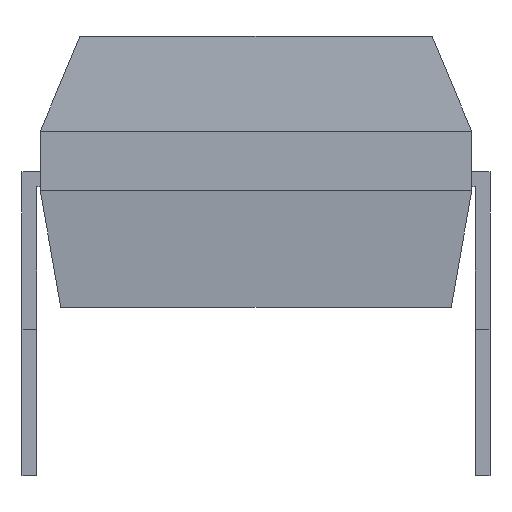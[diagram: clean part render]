
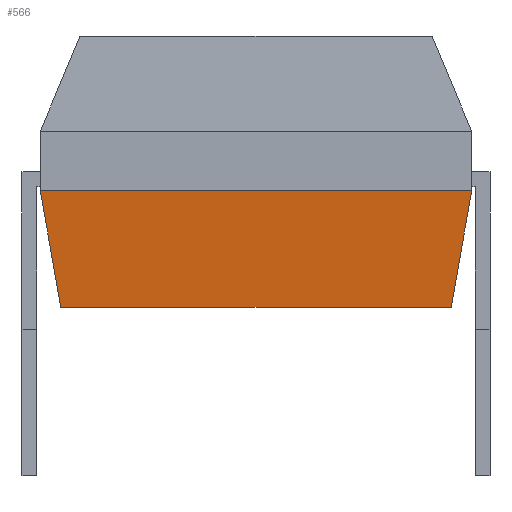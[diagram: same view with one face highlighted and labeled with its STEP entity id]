
A CAD part, front view. The second image highlights one B-rep face of the part: STEP entity #566.
In plain terms, the highlighted planar face has unit normal (0, -0.996, -0.088).
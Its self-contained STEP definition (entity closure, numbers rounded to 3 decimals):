
#566=ADVANCED_FACE($,(#572),#567,.F.);
#567=PLANE($,#568);
#568=AXIS2_PLACEMENT_3D($,#569,#570,#571);
#569=CARTESIAN_POINT('Origin',(-7.315,-1.092,2.921));
#570=DIRECTION('center_axis',(0.0,0.996,0.088));
#571=DIRECTION('ref_axis',(0.,0.,1.));
#572=FACE_OUTER_BOUND($,#573,.T.);
#573=EDGE_LOOP($,(#574,#584,#594,#604));
#574=ORIENTED_EDGE($,*,*,#575,.F.);
#575=EDGE_CURVE($,#576,#578,#580,.T.);
#576=VERTEX_POINT($,#577);
#577=CARTESIAN_POINT('',(-0.546,-1.092,2.921));
#578=VERTEX_POINT($,#579);
#579=CARTESIAN_POINT('',(-7.315,-1.092,2.921));
#580=LINE($,#581,#582);
#581=CARTESIAN_POINT($,(-0.546,-1.092,2.921));
#582=VECTOR($,#583,6.769);
#583=DIRECTION($,(-1.0,0.0,0.0));
#584=ORIENTED_EDGE($,*,*,#585,.F.);
#585=EDGE_CURVE($,#586,#588,#590,.T.);
#586=VERTEX_POINT($,#587);
#587=CARTESIAN_POINT('',(-0.19,-1.27,4.942));
#588=VERTEX_POINT($,#577);
#590=LINE($,#591,#592);
#591=CARTESIAN_POINT($,(-0.19,-1.27,4.942));
#592=VECTOR($,#593,2.059);
#593=DIRECTION($,(-0.173,0.086,-0.981));
#594=ORIENTED_EDGE($,*,*,#595,.F.);
#595=EDGE_CURVE($,#596,#598,#600,.T.);
#596=VERTEX_POINT($,#597);
#597=CARTESIAN_POINT('',(-7.671,-1.27,4.942));
#598=VERTEX_POINT($,#587);
#600=LINE($,#601,#602);
#601=CARTESIAN_POINT($,(-7.671,-1.27,4.942));
#602=VECTOR($,#603,7.48);
#603=DIRECTION($,(1.0,0.0,0.0));
#604=ORIENTED_EDGE($,*,*,#605,.F.);
#605=EDGE_CURVE($,#606,#608,#610,.T.);
#606=VERTEX_POINT($,#579);
#608=VERTEX_POINT($,#597);
#610=LINE($,#611,#612);
#611=CARTESIAN_POINT($,(-7.315,-1.092,2.921));
#612=VECTOR($,#613,2.059);
#613=DIRECTION($,(-0.173,-0.086,0.981));
